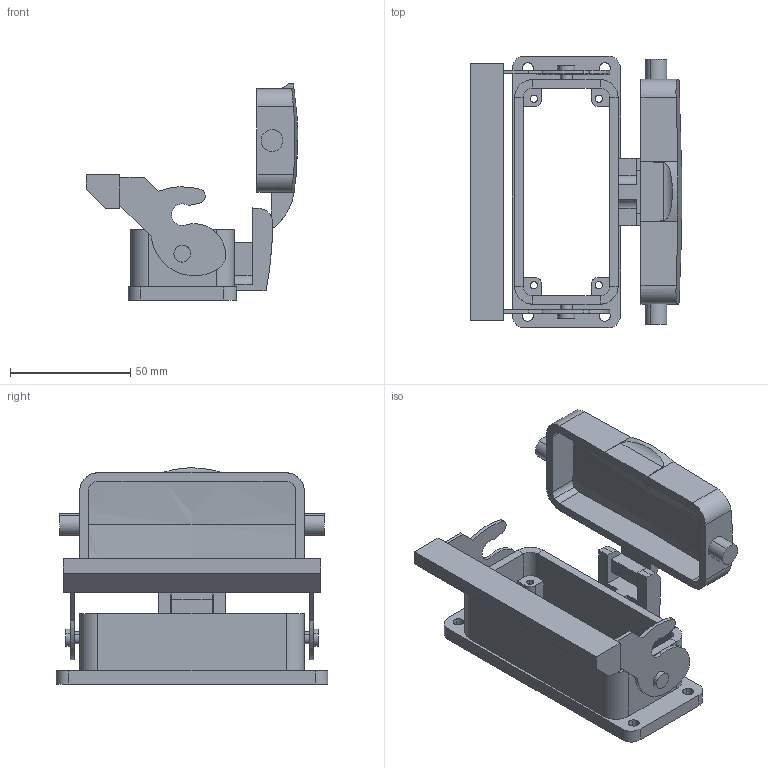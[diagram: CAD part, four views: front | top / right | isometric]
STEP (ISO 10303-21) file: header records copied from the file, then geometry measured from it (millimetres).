
FILE_DESCRIPTION(('CATIA V5 STEP Exchange','CAx-IF Rec.Pracs.--- Model Styling and Organization---1.5--- 2016-08-15','CAx-IF Rec.Pracs.---Supplemental Geometry---1.0---2011-11-01','CAx-IF Rec.Pracs.--- Composite Materials ---1.1---2010-07-15'),'2;1');
FILE_NAME ('13373994_3', '2025-01-28T08:12:38+00:00', ('none'), ('Weidmueller'), 'CATIA Version 5-6 Release 2022 SP4 HF5', 'CATIA V5 STEP AP214 v3', 'none');
FILE_SCHEMA(('AUTOMOTIVE_DESIGN { 1 0 10303 214 1 1 1 1 }'));
Length unit declared in the file: millimetre
Products named in the file (1): 1210100000
Bounding box: 87.98 x 113 x 89.86 mm (x, y, z)
Volume: 88043.7 mm3; surface area: 49237.9 mm2
Topology: 1 solids, 1 shells, 202 faces, 576 edges, 388 vertices
Faces by surface type: cylinder 98, plane 97, revolution 4, torus 3
Entity records: 6899 total; most frequent: CARTESIAN_POINT 1935, ORIENTED_EDGE 1152, DIRECTION 765, EDGE_CURVE 576, VERTEX_POINT 388, VECTOR 344, LINE 344, AXIS2_PLACEMENT_3D 290
